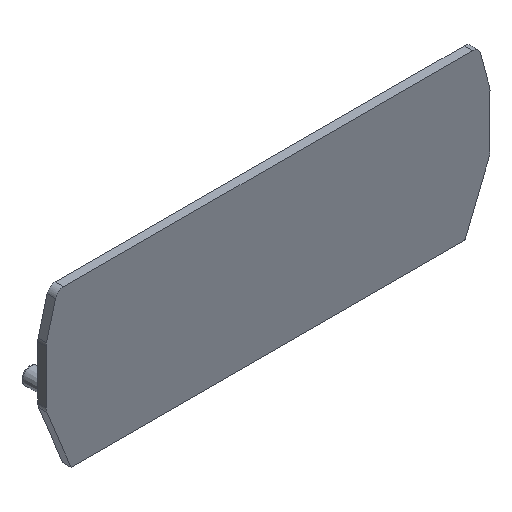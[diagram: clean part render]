
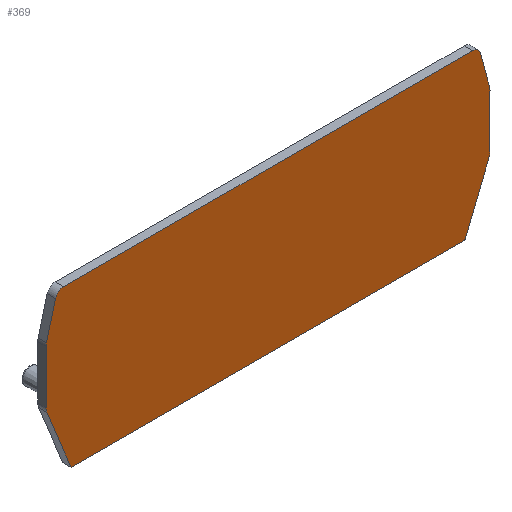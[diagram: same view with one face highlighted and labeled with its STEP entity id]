
A CAD part, isometric view. The second image highlights one B-rep face of the part: STEP entity #369.
In plain terms, the highlighted planar face has unit normal (0, -1, 0).
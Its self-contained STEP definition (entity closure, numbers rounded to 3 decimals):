
#41=LINE('',#584,#71);
#44=LINE('',#592,#74);
#47=LINE('',#600,#77);
#50=LINE('',#608,#80);
#52=LINE('',#612,#82);
#54=LINE('',#616,#84);
#57=LINE('',#624,#87);
#59=LINE('',#630,#89);
#71=VECTOR('',#466,1000.);
#74=VECTOR('',#475,1000.);
#77=VECTOR('',#484,1000.);
#80=VECTOR('',#493,1000.);
#82=VECTOR('',#497,1000.);
#84=VECTOR('',#501,1000.);
#87=VECTOR('',#510,1000.);
#89=VECTOR('',#518,1000.);
#162=ORIENTED_EDGE('',*,*,#203,.T.);
#163=ORIENTED_EDGE('',*,*,#206,.T.);
#164=ORIENTED_EDGE('',*,*,#208,.T.);
#165=ORIENTED_EDGE('',*,*,#210,.T.);
#166=ORIENTED_EDGE('',*,*,#212,.T.);
#167=ORIENTED_EDGE('',*,*,#214,.T.);
#168=ORIENTED_EDGE('',*,*,#216,.T.);
#169=ORIENTED_EDGE('',*,*,#218,.T.);
#170=ORIENTED_EDGE('',*,*,#220,.T.);
#171=ORIENTED_EDGE('',*,*,#222,.T.);
#172=ORIENTED_EDGE('',*,*,#224,.T.);
#173=ORIENTED_EDGE('',*,*,#226,.T.);
#174=ORIENTED_EDGE('',*,*,#228,.T.);
#175=ORIENTED_EDGE('',*,*,#229,.T.);
#203=EDGE_CURVE('',#251,#250,#276,.T.);
#206=EDGE_CURVE('',#250,#252,#41,.T.);
#208=EDGE_CURVE('',#252,#253,#277,.T.);
#210=EDGE_CURVE('',#253,#254,#44,.T.);
#212=EDGE_CURVE('',#254,#255,#278,.T.);
#214=EDGE_CURVE('',#255,#256,#47,.T.);
#216=EDGE_CURVE('',#256,#257,#279,.T.);
#218=EDGE_CURVE('',#257,#258,#50,.T.);
#220=EDGE_CURVE('',#258,#259,#52,.T.);
#222=EDGE_CURVE('',#259,#260,#54,.T.);
#224=EDGE_CURVE('',#260,#261,#280,.T.);
#226=EDGE_CURVE('',#261,#262,#57,.T.);
#228=EDGE_CURVE('',#262,#263,#281,.T.);
#229=EDGE_CURVE('',#263,#251,#59,.T.);
#250=VERTEX_POINT('',#577);
#251=VERTEX_POINT('',#579);
#252=VERTEX_POINT('',#583);
#253=VERTEX_POINT('',#587);
#254=VERTEX_POINT('',#591);
#255=VERTEX_POINT('',#595);
#256=VERTEX_POINT('',#599);
#257=VERTEX_POINT('',#603);
#258=VERTEX_POINT('',#607);
#259=VERTEX_POINT('',#611);
#260=VERTEX_POINT('',#615);
#261=VERTEX_POINT('',#619);
#262=VERTEX_POINT('',#623);
#263=VERTEX_POINT('',#627);
#276=CIRCLE('',#399,1.5);
#277=CIRCLE('',#402,1.5);
#278=CIRCLE('',#405,2.);
#279=CIRCLE('',#408,2.);
#280=CIRCLE('',#413,2.);
#281=CIRCLE('',#416,2.);
#303=EDGE_LOOP('',(#162,#163,#164,#165,#166,#167,#168,#169,#170,#171,#172,
#173,#174,#175));
#331=FACE_BOUND('',#303,.T.);
#351=PLANE('',#418);
#369=ADVANCED_FACE('',(#331),#351,.T.);
#399=AXIS2_PLACEMENT_3D('',#578,#460,#461);
#402=AXIS2_PLACEMENT_3D('',#588,#470,#471);
#405=AXIS2_PLACEMENT_3D('',#596,#479,#480);
#408=AXIS2_PLACEMENT_3D('',#604,#488,#489);
#413=AXIS2_PLACEMENT_3D('',#620,#505,#506);
#416=AXIS2_PLACEMENT_3D('',#628,#514,#515);
#418=AXIS2_PLACEMENT_3D('',#631,#519,#520);
#460=DIRECTION('',(0.,-1.,0.));
#461=DIRECTION('',(0.,0.,-1.));
#466=DIRECTION('',(-1.,0.,0.));
#470=DIRECTION('',(0.,-1.,0.));
#471=DIRECTION('',(0.,0.,-1.));
#475=DIRECTION('',(-0.259,0.,-0.966));
#479=DIRECTION('',(0.,-1.,0.));
#480=DIRECTION('',(0.,0.,-1.));
#484=DIRECTION('',(0.,0.,-1.));
#488=DIRECTION('',(0.,-1.,0.));
#489=DIRECTION('',(0.,0.,-1.));
#493=DIRECTION('',(0.375,0.,-0.927));
#497=DIRECTION('',(1.,0.,0.));
#501=DIRECTION('',(0.375,0.,0.927));
#505=DIRECTION('',(0.,-1.,0.));
#506=DIRECTION('',(0.,0.,-1.));
#510=DIRECTION('',(0.,0.,1.));
#514=DIRECTION('',(0.,-1.,0.));
#515=DIRECTION('',(0.,0.,-1.));
#518=DIRECTION('',(-0.259,0.,0.966));
#519=DIRECTION('',(0.,-1.,0.));
#520=DIRECTION('',(0.,0.,-1.));
#577=CARTESIAN_POINT('',(36.512,-1.5,12.525));
#578=CARTESIAN_POINT('',(36.512,-1.5,11.025));
#579=CARTESIAN_POINT('',(37.961,-1.5,11.413));
#583=CARTESIAN_POINT('',(-36.512,-1.5,12.525));
#584=CARTESIAN_POINT('',(36.512,-1.5,12.525));
#587=CARTESIAN_POINT('',(-37.961,-1.5,11.413));
#588=CARTESIAN_POINT('',(-36.512,-1.5,11.025));
#591=CARTESIAN_POINT('',(-39.582,-1.5,5.364));
#592=CARTESIAN_POINT('',(-37.961,-1.5,11.413));
#595=CARTESIAN_POINT('',(-39.65,-1.5,4.846));
#596=CARTESIAN_POINT('',(-37.65,-1.5,4.846));
#599=CARTESIAN_POINT('',(-39.65,-1.5,-4.641));
#600=CARTESIAN_POINT('',(-39.65,-1.5,4.846));
#603=CARTESIAN_POINT('',(-39.504,-1.5,-5.391));
#604=CARTESIAN_POINT('',(-37.65,-1.5,-4.641));
#607=CARTESIAN_POINT('',(-35.197,-1.5,-16.051));
#608=CARTESIAN_POINT('',(-39.504,-1.5,-5.391));
#611=CARTESIAN_POINT('',(35.197,-1.5,-16.051));
#612=CARTESIAN_POINT('',(-35.197,-1.5,-16.051));
#615=CARTESIAN_POINT('',(39.504,-1.5,-5.391));
#616=CARTESIAN_POINT('',(35.197,-1.5,-16.051));
#619=CARTESIAN_POINT('',(39.65,-1.5,-4.642));
#620=CARTESIAN_POINT('',(37.65,-1.5,-4.642));
#623=CARTESIAN_POINT('',(39.65,-1.5,4.846));
#624=CARTESIAN_POINT('',(39.65,-1.5,-4.642));
#627=CARTESIAN_POINT('',(39.582,-1.5,5.364));
#628=CARTESIAN_POINT('',(37.65,-1.5,4.846));
#630=CARTESIAN_POINT('',(39.582,-1.5,5.364));
#631=CARTESIAN_POINT('',(36.512,-1.5,11.025));
